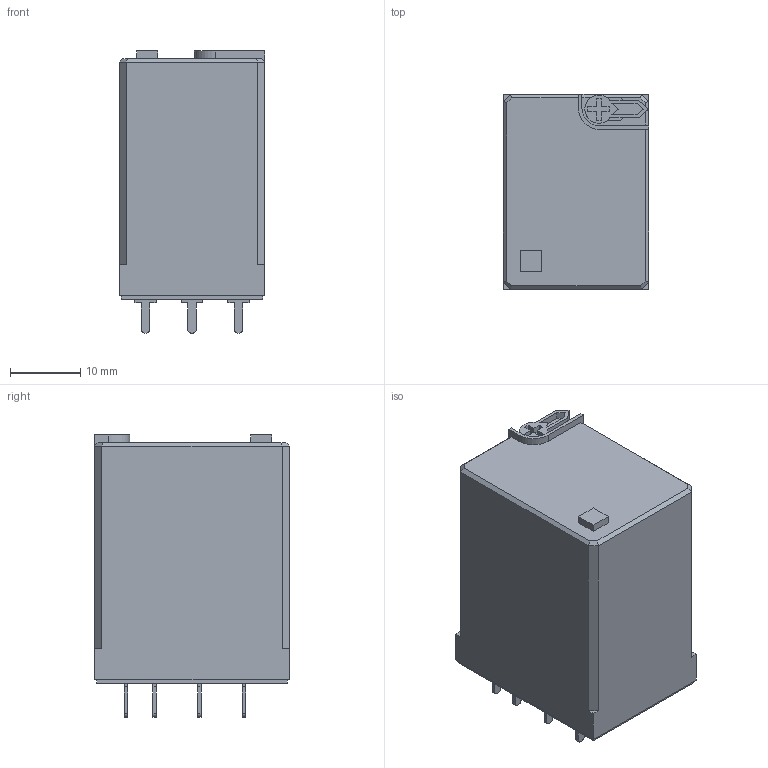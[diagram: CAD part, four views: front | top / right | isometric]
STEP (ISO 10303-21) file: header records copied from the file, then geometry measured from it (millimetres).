
FILE_DESCRIPTION((''),'2;1');
FILE_NAME('REL_FINDER_55.13.stp','2010-09-16T11:09:58',(''),(''),'Mechanical Desktop 2010','Mechanical Desktop 2010',', , ');
FILE_SCHEMA(('AUTOMOTIVE_DESIGN { 1 2 10303 214 1 1 1 1 }'));
Length unit declared in the file: millimetre
Products named in the file (1): Product
Bounding box: 20.7 x 27.7 x 40.1 mm (x, y, z)
Volume: 19573.6 mm3; surface area: 4803.2 mm2
Topology: 14 solids, 14 shells, 208 faces, 523 edges, 346 vertices
Faces by surface type: plane 175, cylinder 25, bspline 8
Entity records: 6188 total; most frequent: CARTESIAN_POINT 1102, ORIENTED_EDGE 1046, DIRECTION 977, EDGE_CURVE 523, VECTOR 471, LINE 471, VERTEX_POINT 346, AXIS2_PLACEMENT_3D 253
